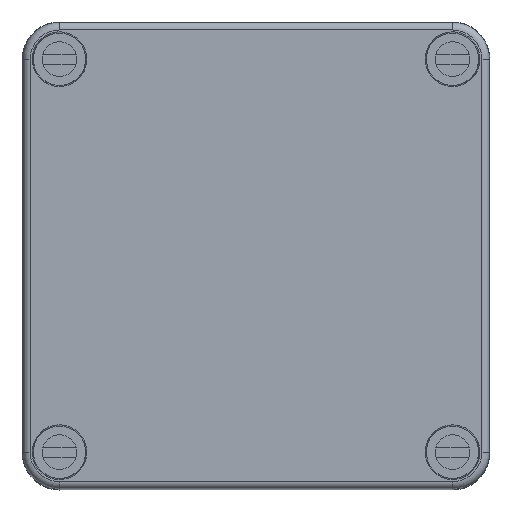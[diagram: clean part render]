
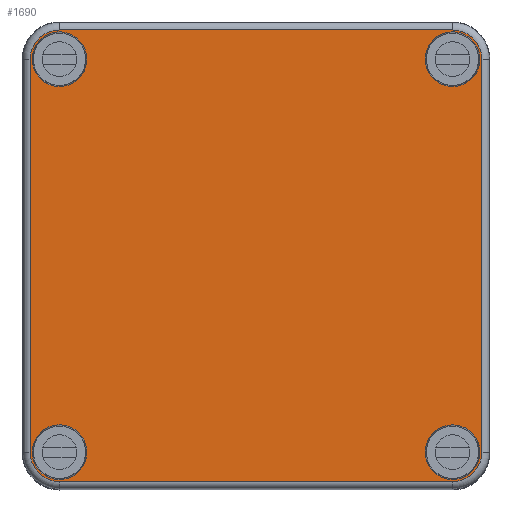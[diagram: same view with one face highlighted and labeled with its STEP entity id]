
A CAD part, top view. The second image highlights one B-rep face of the part: STEP entity #1690.
In plain terms, the highlighted planar face has unit normal (0, 0, 1).
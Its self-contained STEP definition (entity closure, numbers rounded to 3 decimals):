
#1690 = ADVANCED_FACE( '', ( #3589, #3590, #3591, #3592, #3593 ), #3594, .F. );
#3589 = FACE_BOUND( '', #5596, .T. );
#3590 = FACE_BOUND( '', #5597, .T. );
#3591 = FACE_BOUND( '', #5598, .T. );
#3592 = FACE_BOUND( '', #5599, .T. );
#3593 = FACE_OUTER_BOUND( '', #5600, .T. );
#3594 = PLANE( '', #5601 );
#5596 = EDGE_LOOP( '', ( #10231 ) );
#5597 = EDGE_LOOP( '', ( #10232 ) );
#5598 = EDGE_LOOP( '', ( #10233 ) );
#5599 = EDGE_LOOP( '', ( #10234 ) );
#5600 = EDGE_LOOP( '', ( #10235, #10236, #10237, #10238, #10239, #10240, #10241, #10242 ) );
#5601 = AXIS2_PLACEMENT_3D( '', #10243, #10244, #10245 );
#10231 = ORIENTED_EDGE( '', *, *, #12952, .T. );
#10232 = ORIENTED_EDGE( '', *, *, #11753, .T. );
#10233 = ORIENTED_EDGE( '', *, *, #11833, .T. );
#10234 = ORIENTED_EDGE( '', *, *, #11888, .T. );
#10235 = ORIENTED_EDGE( '', *, *, #11347, .T. );
#10236 = ORIENTED_EDGE( '', *, *, #12463, .F. );
#10237 = ORIENTED_EDGE( '', *, *, #11847, .F. );
#10238 = ORIENTED_EDGE( '', *, *, #12620, .T. );
#10239 = ORIENTED_EDGE( '', *, *, #12468, .F. );
#10240 = ORIENTED_EDGE( '', *, *, #12072, .T. );
#10241 = ORIENTED_EDGE( '', *, *, #12447, .T. );
#10242 = ORIENTED_EDGE( '', *, *, #12953, .F. );
#10243 = CARTESIAN_POINT( '', ( -45.382, 39.5, 15. ) );
#10244 = DIRECTION( '', ( 0., 0., -1. ) );
#10245 = DIRECTION( '', ( -1., 0., 0. ) );
#11347 = EDGE_CURVE( '', #13494, #13495, #13496, .T. );
#11753 = EDGE_CURVE( '', #14177, #14177, #14178, .T. );
#11833 = EDGE_CURVE( '', #14309, #14309, #14310, .T. );
#11847 = EDGE_CURVE( '', #14331, #14333, #14334, .T. );
#11888 = EDGE_CURVE( '', #14395, #14395, #14396, .T. );
#12072 = EDGE_CURVE( '', #14687, #14685, #14688, .T. );
#12447 = EDGE_CURVE( '', #14685, #15238, #15239, .T. );
#12463 = EDGE_CURVE( '', #14333, #13495, #15260, .T. );
#12468 = EDGE_CURVE( '', #14687, #15265, #15266, .T. );
#12620 = EDGE_CURVE( '', #14331, #15265, #15468, .T. );
#12952 = EDGE_CURVE( '', #15874, #15874, #15875, .T. );
#12953 = EDGE_CURVE( '', #13494, #15238, #15876, .T. );
#13494 = VERTEX_POINT( '', #16588 );
#13495 = VERTEX_POINT( '', #16589 );
#13496 = CIRCLE( '', #16590, 5.882 );
#14177 = VERTEX_POINT( '', #17477 );
#14178 = CIRCLE( '', #17478, 5.5 );
#14309 = VERTEX_POINT( '', #17651 );
#14310 = CIRCLE( '', #17652, 5.5 );
#14331 = VERTEX_POINT( '', #17707 );
#14333 = VERTEX_POINT( '', #17709 );
#14334 = CIRCLE( '', #17710, 5.882 );
#14395 = VERTEX_POINT( '', #17788 );
#14396 = CIRCLE( '', #17789, 5.5 );
#14685 = VERTEX_POINT( '', #18163 );
#14687 = VERTEX_POINT( '', #18165 );
#14688 = LINE( '', #18166, #18167 );
#15238 = VERTEX_POINT( '', #18875 );
#15239 = CIRCLE( '', #18876, 5.882 );
#15260 = LINE( '', #18902, #18903 );
#15265 = VERTEX_POINT( '', #18910 );
#15266 = CIRCLE( '', #18911, 5.882 );
#15468 = LINE( '', #19191, #19192 );
#15874 = VERTEX_POINT( '', #19698 );
#15875 = CIRCLE( '', #19699, 5.5 );
#15876 = LINE( '', #19700, #19701 );
#16588 = CARTESIAN_POINT( '', ( 39.5, -45.382, 15. ) );
#16589 = CARTESIAN_POINT( '', ( 45.382, -39.5, 15. ) );
#16590 = AXIS2_PLACEMENT_3D( '', #20214, #20215, #20216 );
#17477 = CARTESIAN_POINT( '', ( -45., 39.5, 15. ) );
#17478 = AXIS2_PLACEMENT_3D( '', #20780, #20781, #20782 );
#17651 = CARTESIAN_POINT( '', ( 34., -39.5, 15. ) );
#17652 = AXIS2_PLACEMENT_3D( '', #20879, #20880, #20881 );
#17707 = CARTESIAN_POINT( '', ( 39.5, 45.382, 15. ) );
#17709 = CARTESIAN_POINT( '', ( 45.382, 39.5, 15. ) );
#17710 = AXIS2_PLACEMENT_3D( '', #20904, #20905, #20906 );
#17788 = CARTESIAN_POINT( '', ( 34., 39.5, 15. ) );
#17789 = AXIS2_PLACEMENT_3D( '', #20963, #20964, #20965 );
#18163 = CARTESIAN_POINT( '', ( -45.382, -39.5, 15. ) );
#18165 = CARTESIAN_POINT( '', ( -45.382, 39.5, 15. ) );
#18166 = CARTESIAN_POINT( '', ( -45.382, 39.5, 15. ) );
#18167 = VECTOR( '', #21243, 1000. );
#18875 = CARTESIAN_POINT( '', ( -39.5, -45.382, 15. ) );
#18876 = AXIS2_PLACEMENT_3D( '', #21762, #21763, #21764 );
#18902 = CARTESIAN_POINT( '', ( 45.382, 39.5, 15. ) );
#18903 = VECTOR( '', #21785, 1000. );
#18910 = CARTESIAN_POINT( '', ( -39.5, 45.382, 15. ) );
#18911 = AXIS2_PLACEMENT_3D( '', #21788, #21789, #21790 );
#19191 = CARTESIAN_POINT( '', ( 39.5, 45.382, 15. ) );
#19192 = VECTOR( '', #21966, 1000. );
#19698 = CARTESIAN_POINT( '', ( -45., -39.5, 15. ) );
#19699 = AXIS2_PLACEMENT_3D( '', #22337, #22338, #22339 );
#19700 = CARTESIAN_POINT( '', ( 39.5, -45.382, 15. ) );
#19701 = VECTOR( '', #22340, 1000. );
#20214 = CARTESIAN_POINT( '', ( 39.5, -39.5, 15. ) );
#20215 = DIRECTION( '', ( 0., 0., 1. ) );
#20216 = DIRECTION( '', ( 1., 0., 0. ) );
#20780 = CARTESIAN_POINT( '', ( -39.5, 39.5, 15. ) );
#20781 = DIRECTION( '', ( 0., 0., -1. ) );
#20782 = DIRECTION( '', ( -1., 0., 0. ) );
#20879 = CARTESIAN_POINT( '', ( 39.5, -39.5, 15. ) );
#20880 = DIRECTION( '', ( 0., 0., -1. ) );
#20881 = DIRECTION( '', ( -1., 0., 0. ) );
#20904 = CARTESIAN_POINT( '', ( 39.5, 39.5, 15. ) );
#20905 = DIRECTION( '', ( 0., 0., -1. ) );
#20906 = DIRECTION( '', ( -1., 0., 0. ) );
#20963 = CARTESIAN_POINT( '', ( 39.5, 39.5, 15. ) );
#20964 = DIRECTION( '', ( 0., 0., -1. ) );
#20965 = DIRECTION( '', ( -1., 0., 0. ) );
#21243 = DIRECTION( '', ( 0., -1., 0. ) );
#21762 = CARTESIAN_POINT( '', ( -39.5, -39.5, 15. ) );
#21763 = DIRECTION( '', ( 0., 0., 1. ) );
#21764 = DIRECTION( '', ( 1., 0., 0. ) );
#21785 = DIRECTION( '', ( 0., -1., 0. ) );
#21788 = CARTESIAN_POINT( '', ( -39.5, 39.5, 15. ) );
#21789 = DIRECTION( '', ( 0., 0., -1. ) );
#21790 = DIRECTION( '', ( -1., 0., 0. ) );
#21966 = DIRECTION( '', ( -1., 0., 0. ) );
#22337 = CARTESIAN_POINT( '', ( -39.5, -39.5, 15. ) );
#22338 = DIRECTION( '', ( 0., 0., -1. ) );
#22339 = DIRECTION( '', ( -1., 0., 0. ) );
#22340 = DIRECTION( '', ( -1., 0., 0. ) );
